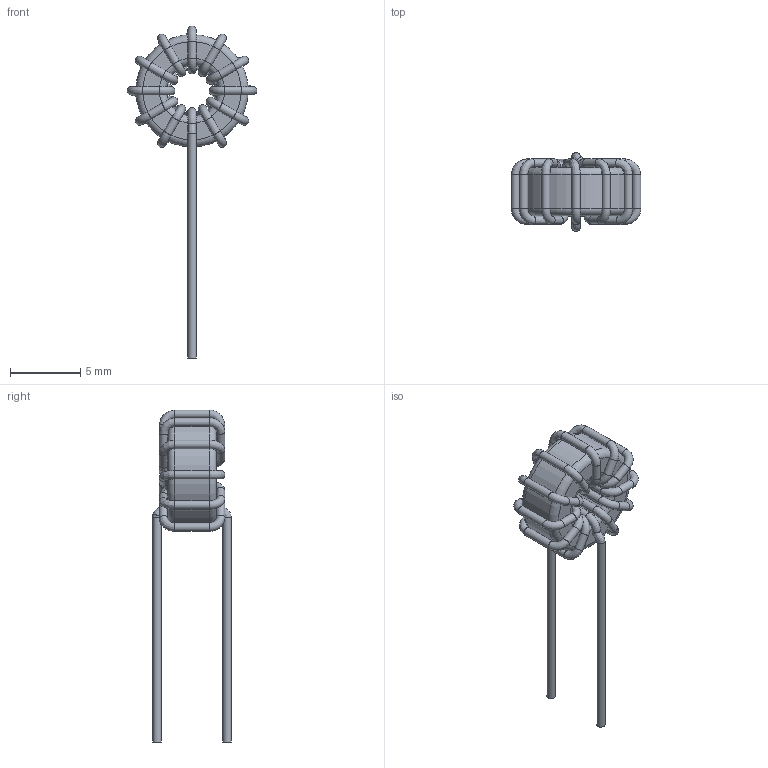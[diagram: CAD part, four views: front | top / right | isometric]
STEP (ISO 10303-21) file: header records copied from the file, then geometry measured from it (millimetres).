
FILE_DESCRIPTION(/* description */ ('Unknown'),/* implementation_level */ '2;1');
FILE_NAME(/* name */ '7447054',/* time_stamp */ '2017-09-27T10:14:04+08:00',/* author */ ('Unknown'),/* organization */ ('Unknown'),/* preprocessor_version */ 'ST-DEVELOPER v16.7',/* originating_system */ 'DEX',/* authorisation */ $);
FILE_SCHEMA (('AUTOMOTIVE_DESIGN {1 0 10303 214 3 1 1}'));
Length unit declared in the file: millimetre
Products named in the file (3): 7447054; turns; Core-T30
Assembly tree (2 placements, depth 2):
  7447054
    turns
    Core-T30
Bounding box: 9.22 x 5.6 x 23.64 mm (x, y, z)
Volume: 183.8 mm3; surface area: 525.7 mm2
Topology: 2 solids, 2 shells, 108 faces, 217 edges, 113 vertices
Faces by surface type: cylinder 49, bspline 28, torus 27, plane 4
Full cylindrical faces by diameter (mm): 0.6 x47, 3.64 x1, 8 x1
Entity records: 5689 total; most frequent: CARTESIAN_POINT 3117, DIRECTION 374, ORIENTED_EDGE 222, EDGE_LOOP 212, FACE_BOUND 212, AXIS2_PLACEMENT_3D 187, EDGE_CURVE 111, VERTEX_POINT 109
